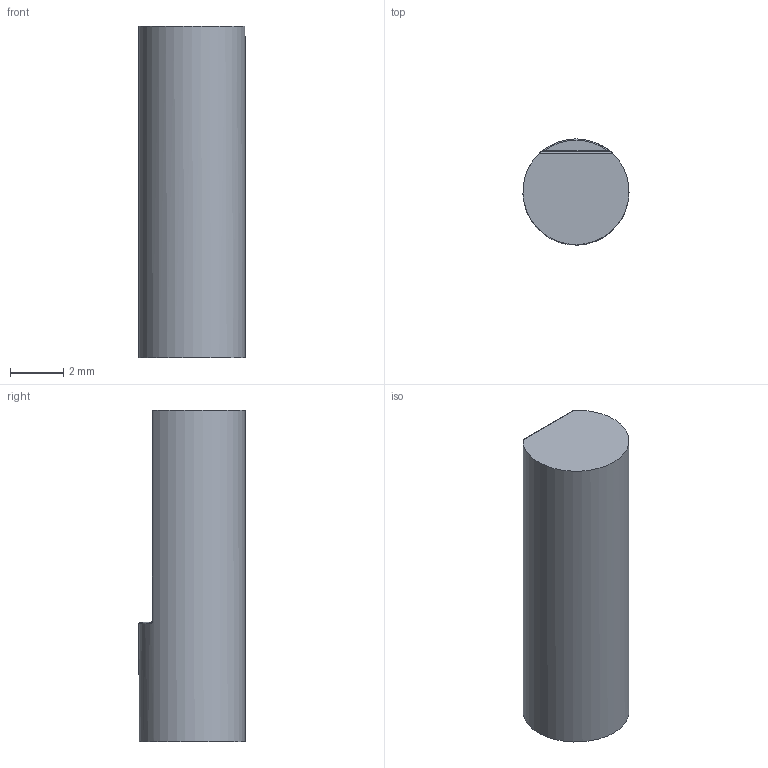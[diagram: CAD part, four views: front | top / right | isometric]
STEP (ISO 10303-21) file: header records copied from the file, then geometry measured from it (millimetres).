
FILE_DESCRIPTION(/* description */ ('STEP AP214'),/* implementation_level */ '2;1');
FILE_NAME(/* name */ '61003e8468d1ef3af17eb0b2',/* time_stamp */ '2021-07-27T17:12:37+00:00',/* author */ (''),/* organization */ (''),/* preprocessor_version */ 'ST-DEVELOPER v18.1',/* originating_system */ ' ',/* authorisation */ ' ');
FILE_SCHEMA (('AUTOMOTIVE_DESIGN {1 0 10303 214 3 1 1}'));
Length unit declared in the file: metre
Products named in the file (1): Part 8
Bounding box: 4 x 4 x 12.5 mm (x, y, z)
Volume: 149.8 mm3; surface area: 180.1 mm2
Topology: 1 solids, 1 shells, 12 faces, 26 edges, 16 vertices
Faces by surface type: cylinder 5, plane 4, bspline 2, torus 1
Full cylindrical faces by diameter (mm): 4 x1
Entity records: 366 total; most frequent: CARTESIAN_POINT 94, DIRECTION 50, ORIENTED_EDGE 48, EDGE_CURVE 24, AXIS2_PLACEMENT_3D 21, VERTEX_POINT 15, EDGE_LOOP 13, FACE_BOUND 13
